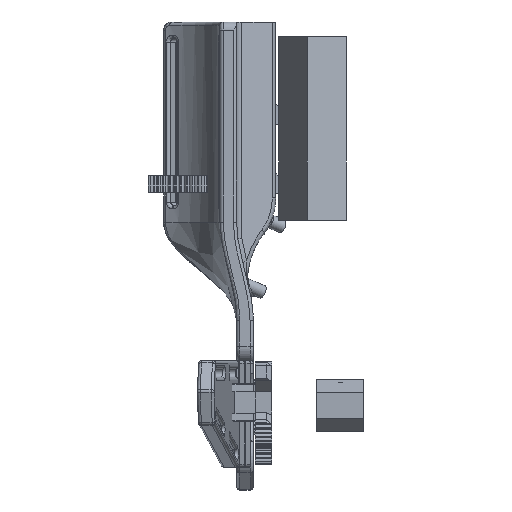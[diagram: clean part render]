
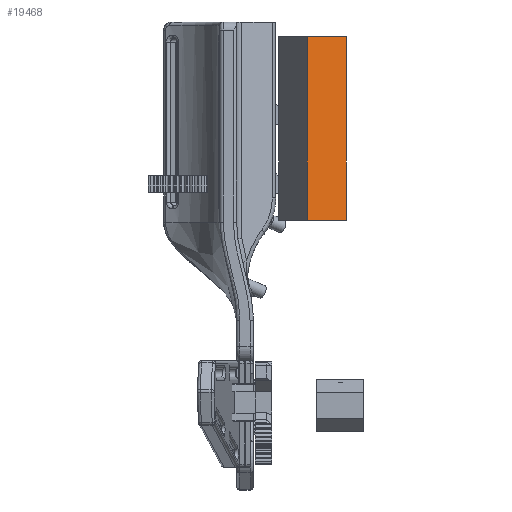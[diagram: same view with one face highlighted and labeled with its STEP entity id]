
A CAD part, front view. The second image highlights one B-rep face of the part: STEP entity #19468.
In plain terms, the highlighted face is planar.
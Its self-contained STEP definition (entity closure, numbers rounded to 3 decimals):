
#3049=LINE('',#66273,#4230);
#3057=LINE('',#66288,#4238);
#3058=LINE('',#66290,#4239);
#3059=LINE('',#66291,#4240);
#4230=VECTOR('',#24517,10.);
#4238=VECTOR('',#24529,10.);
#4239=VECTOR('',#24532,10.);
#4240=VECTOR('',#24533,10.);
#5616=FACE_OUTER_BOUND('',#6773,.T.);
#6773=EDGE_LOOP('',(#18163,#18164,#18165,#18166));
#9317=VERTEX_POINT('',#66269);
#9319=VERTEX_POINT('',#66272);
#9323=VERTEX_POINT('',#66284);
#9324=VERTEX_POINT('',#66286);
#12264=EDGE_CURVE('',#9317,#9319,#3049,.T.);
#12272=EDGE_CURVE('',#9323,#9324,#3057,.T.);
#12273=EDGE_CURVE('',#9323,#9317,#3058,.T.);
#12274=EDGE_CURVE('',#9319,#9324,#3059,.T.);
#18163=ORIENTED_EDGE('',*,*,#12273,.F.);
#18164=ORIENTED_EDGE('',*,*,#12272,.T.);
#18165=ORIENTED_EDGE('',*,*,#12274,.F.);
#18166=ORIENTED_EDGE('',*,*,#12264,.F.);
#18389=PLANE('',#20841);
#19468=ADVANCED_FACE('',(#5616),#18389,.T.);
#20841=AXIS2_PLACEMENT_3D('',#66289,#24530,#24531);
#24517=DIRECTION('',(0.,0.,1.));
#24529=DIRECTION('',(0.,0.,1.));
#24530=DIRECTION('center_axis',(0.,-1.,0.));
#24531=DIRECTION('ref_axis',(1.,0.,0.));
#24532=DIRECTION('',(-1.,0.,0.));
#24533=DIRECTION('',(1.,0.,0.));
#66269=CARTESIAN_POINT('',(0.,-34.,0.));
#66272=CARTESIAN_POINT('',(0.,-34.,27.));
#66273=CARTESIAN_POINT('',(0.,-34.,0.));
#66284=CARTESIAN_POINT('',(110.,-34.,0.));
#66286=CARTESIAN_POINT('',(110.,-34.,27.));
#66288=CARTESIAN_POINT('',(110.,-34.,0.));
#66289=CARTESIAN_POINT('Origin',(0.,-34.,0.));
#66290=CARTESIAN_POINT('',(110.,-34.,0.));
#66291=CARTESIAN_POINT('',(110.,-34.,27.));
